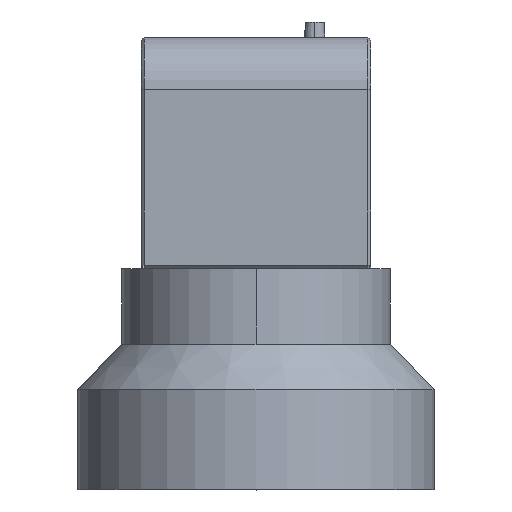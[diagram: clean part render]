
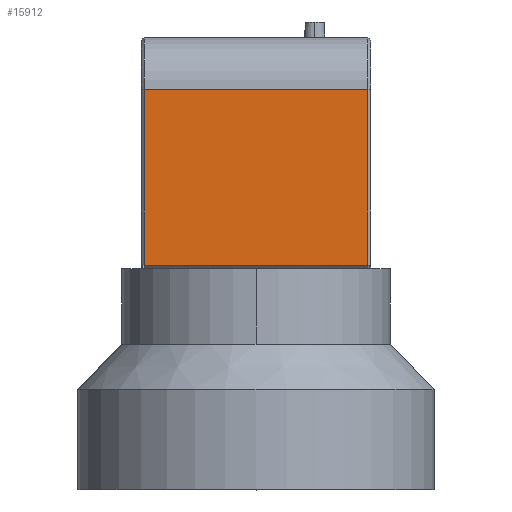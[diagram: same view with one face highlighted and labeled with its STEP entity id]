
A CAD part, top view. The second image highlights one B-rep face of the part: STEP entity #15912.
In plain terms, the highlighted planar face has unit normal (0, 0, 1).
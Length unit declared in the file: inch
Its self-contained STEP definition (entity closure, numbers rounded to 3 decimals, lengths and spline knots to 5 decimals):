
#2091 = CARTESIAN_POINT ( 'NONE',  ( -32.31713, -2.65547, 6.53307 ) ) ;
#2687 = CARTESIAN_POINT ( 'NONE',  ( -29.36437, -0.33263, 6.53307 ) ) ;
#2838 = DIRECTION ( 'NONE',  ( 1., 0., 0. ) ) ;
#2924 = PLANE ( 'NONE',  #22652 ) ;
#5535 = VERTEX_POINT ( 'NONE', #2091 ) ;
#6570 = VECTOR ( 'NONE', #20283, 39.37008 ) ;
#9933 = CARTESIAN_POINT ( 'NONE',  ( -29.325, -2.65547, 6.53307 ) ) ;
#10215 = EDGE_CURVE ( 'NONE', #5535, #43399, #10665, .T. ) ;
#10489 = EDGE_CURVE ( 'NONE', #43399, #37534, #22404, .T. ) ;
#10621 = ORIENTED_EDGE ( 'NONE', *, *, #44221, .T. ) ;
#10665 = LINE ( 'NONE', #9933, #42407 ) ;
#12152 = EDGE_LOOP ( 'NONE', ( #27579, #10621, #21505, #27415 ) ) ;
#12371 = CARTESIAN_POINT ( 'NONE',  ( -32.31713, -0.33263, 6.53307 ) ) ;
#13274 = VECTOR ( 'NONE', #15515, 39.37008 ) ;
#15515 = DIRECTION ( 'NONE',  ( 0., 1., 0. ) ) ;
#15912 = ADVANCED_FACE ( 'NONE', ( #32315 ), #2924, .T. ) ;
#16845 = CARTESIAN_POINT ( 'NONE',  ( -32.3565, -0.33263, 6.53307 ) ) ;
#20205 = DIRECTION ( 'NONE',  ( 0., 0., 1. ) ) ;
#20283 = DIRECTION ( 'NONE',  ( -1., 0., 0. ) ) ;
#20611 = VERTEX_POINT ( 'NONE', #12371 ) ;
#21505 = ORIENTED_EDGE ( 'NONE', *, *, #10215, .T. ) ;
#21822 = VECTOR ( 'NONE', #33994, 39.37008 ) ;
#22404 = LINE ( 'NONE', #39433, #13274 ) ;
#22652 = AXIS2_PLACEMENT_3D ( 'NONE', #40841, #20205, #44269 ) ;
#24222 = EDGE_CURVE ( 'NONE', #37534, #20611, #34049, .T. ) ;
#25639 = CARTESIAN_POINT ( 'NONE',  ( -29.36437, -2.65547, 6.53307 ) ) ;
#27415 = ORIENTED_EDGE ( 'NONE', *, *, #10489, .T. ) ;
#27579 = ORIENTED_EDGE ( 'NONE', *, *, #24222, .T. ) ;
#30555 = CARTESIAN_POINT ( 'NONE',  ( -32.31713, -2.69484, 6.53307 ) ) ;
#31039 = LINE ( 'NONE', #30555, #21822 ) ;
#32315 = FACE_OUTER_BOUND ( 'NONE', #12152, .T. ) ;
#33994 = DIRECTION ( 'NONE',  ( 0., -1., 0. ) ) ;
#34049 = LINE ( 'NONE', #16845, #6570 ) ;
#37534 = VERTEX_POINT ( 'NONE', #2687 ) ;
#39433 = CARTESIAN_POINT ( 'NONE',  ( -29.36437, -0.33263, 6.53307 ) ) ;
#40841 = CARTESIAN_POINT ( 'NONE',  ( -32.3565, -2.69484, 6.53307 ) ) ;
#42407 = VECTOR ( 'NONE', #2838, 39.37008 ) ;
#43399 = VERTEX_POINT ( 'NONE', #25639 ) ;
#44221 = EDGE_CURVE ( 'NONE', #20611, #5535, #31039, .T. ) ;
#44269 = DIRECTION ( 'NONE',  ( 0., -1., 0. ) ) ;
